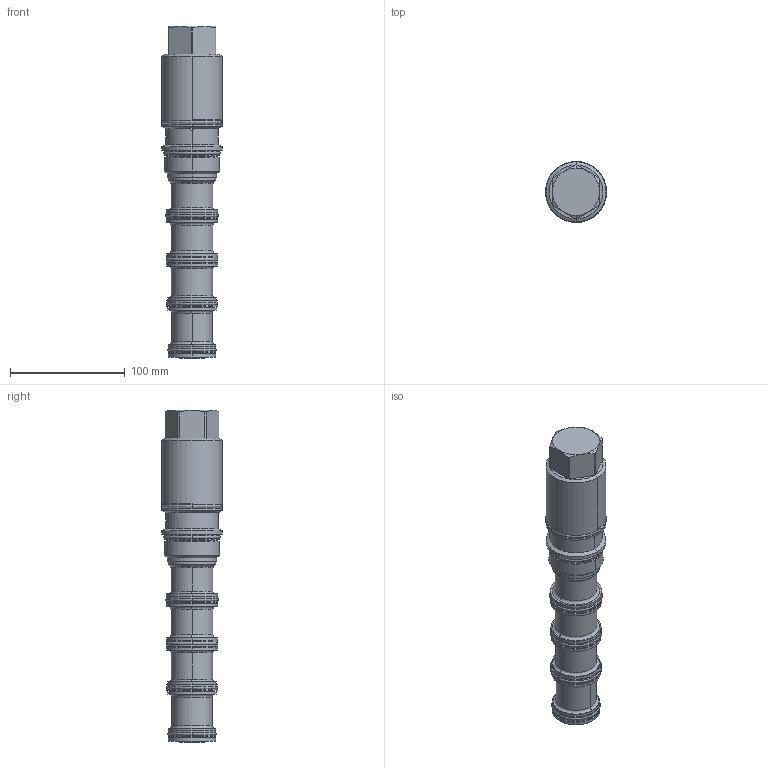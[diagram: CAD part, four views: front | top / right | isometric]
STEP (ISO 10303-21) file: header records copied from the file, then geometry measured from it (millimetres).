
FILE_DESCRIPTION((''),'2;1');
FILE_NAME('DDHC-XCN_PRT','2016-03-03T',('Administrator'),(''),'PRO/ENGINEER BY PARAMETRIC TECHNOLOGY CORPORATION, 2006240','PRO/ENGINEER BY PARAMETRIC TECHNOLOGY CORPORATION, 2006240','');
FILE_SCHEMA(('CONFIG_CONTROL_DESIGN'));
Length unit declared in the file: inch
Products named in the file (1): DDHC-XCN_PRT
Bounding box: 53.06 x 53.02 x 288.7 mm (x, y, z)
Volume: 340801.3 mm3; surface area: 75783.7 mm2
Topology: 9 solids, 11 shells, 285 faces, 610 edges, 365 vertices
Faces by surface type: cylinder 106, plane 67, torus 58, cone 30, revolution 24
Entity records: 9550 total; most frequent: CARTESIAN_POINT 3166, DIRECTION 1458, ORIENTED_EDGE 1212, AXIS2_PLACEMENT_3D 633, EDGE_CURVE 606, CIRCLE 372, VERTEX_POINT 365, EDGE_LOOP 325
